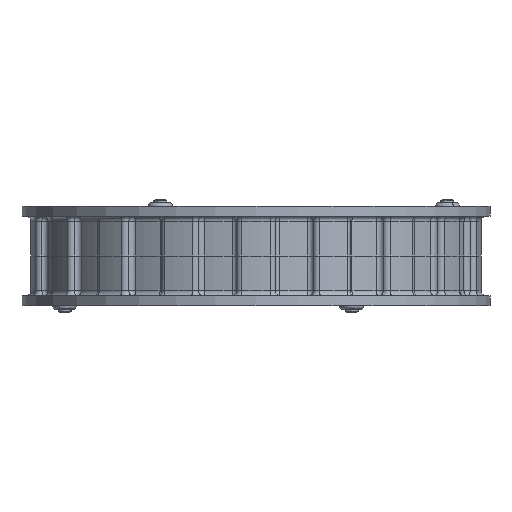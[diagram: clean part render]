
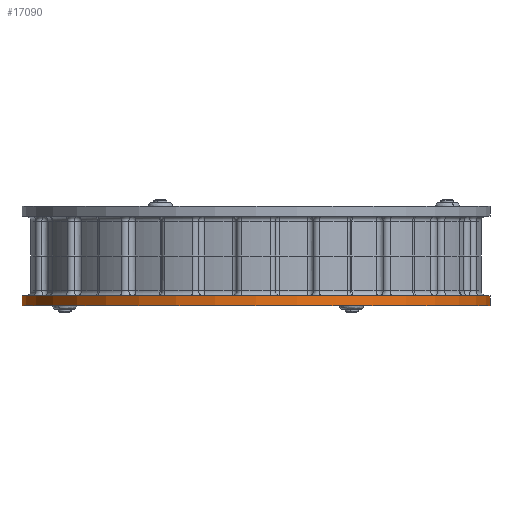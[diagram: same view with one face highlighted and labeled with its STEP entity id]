
A CAD part, front view. The second image highlights one B-rep face of the part: STEP entity #17090.
In plain terms, the highlighted cylindrical face has radius 74.612 mm (diameter 149.225 mm), a partial arc.
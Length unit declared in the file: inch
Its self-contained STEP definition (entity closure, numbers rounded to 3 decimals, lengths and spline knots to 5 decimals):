
#349 = EDGE_CURVE ( 'NONE', #32570, #32581, #6529, .T. ) ;
#350 = EDGE_CURVE ( 'NONE', #32571, #32578, #6531, .T. ) ;
#2684 = AXIS2_PLACEMENT_3D ( 'NONE', #22547, #22548, #22549 ) ;
#2685 = AXIS2_PLACEMENT_3D ( 'NONE', #22552, #22553, #22554 ) ;
#6529 = LINE ( 'NONE', #25157, #6534 ) ;
#6531 = LINE ( 'NONE', #25156, #6538 ) ;
#6534 = VECTOR ( 'NONE', #25152, 39.37008 ) ;
#6538 = VECTOR ( 'NONE', #25161, 39.37008 ) ;
#7277 = EDGE_LOOP ( 'NONE', ( #8778, #8779, #8780, #8781 ) ) ;
#8778 = ORIENTED_EDGE ( 'NONE', *, *, #349, .F. ) ;
#8779 = ORIENTED_EDGE ( 'NONE', *, *, #10437, .F. ) ;
#8780 = ORIENTED_EDGE ( 'NONE', *, *, #350, .T. ) ;
#8781 = ORIENTED_EDGE ( 'NONE', *, *, #10436, .F. ) ;
#10436 = EDGE_CURVE ( 'NONE', #32581, #32578, #25698, .T. ) ;
#10437 = EDGE_CURVE ( 'NONE', #32571, #32570, #25700, .T. ) ;
#17090 = ADVANCED_FACE ( 'NONE', ( #20923 ), #20932, .T. ) ;
#20923 = FACE_OUTER_BOUND ( 'NONE', #7277, .T. ) ;
#20932 = CYLINDRICAL_SURFACE ( 'NONE', #27039, 2.9375 ) ;
#22547 = CARTESIAN_POINT ( 'NONE',  ( 0., 0., -0.5 ) ) ;
#22548 = DIRECTION ( 'NONE',  ( 0., 0., 1. ) ) ;
#22549 = DIRECTION ( 'NONE',  ( -1., 0., 0. ) ) ;
#22552 = CARTESIAN_POINT ( 'NONE',  ( 0., 0., -0.625 ) ) ;
#22553 = DIRECTION ( 'NONE',  ( 0., 0., -1. ) ) ;
#22554 = DIRECTION ( 'NONE',  ( -1., 0., 0. ) ) ;
#25152 = DIRECTION ( 'NONE',  ( 0., 0., 1. ) ) ;
#25156 = CARTESIAN_POINT ( 'NONE',  ( 2.9375, 0., -0.4375 ) ) ;
#25157 = CARTESIAN_POINT ( 'NONE',  ( -2.9375, 0., -0.4375 ) ) ;
#25161 = DIRECTION ( 'NONE',  ( 0., 0., 1. ) ) ;
#25698 = CIRCLE ( 'NONE', #2684, 2.9375 ) ;
#25700 = CIRCLE ( 'NONE', #2685, 2.9375 ) ;
#27039 = AXIS2_PLACEMENT_3D ( 'NONE', #39946, #39944, #39942 ) ;
#29160 = CARTESIAN_POINT ( 'NONE',  ( -2.9375, 0., -0.625 ) ) ;
#29161 = CARTESIAN_POINT ( 'NONE',  ( 2.9375, 0., -0.625 ) ) ;
#29165 = CARTESIAN_POINT ( 'NONE',  ( 2.9375, 0., -0.5 ) ) ;
#29166 = CARTESIAN_POINT ( 'NONE',  ( -2.9375, 0., -0.5 ) ) ;
#32570 = VERTEX_POINT ( 'NONE', #29160 ) ;
#32571 = VERTEX_POINT ( 'NONE', #29161 ) ;
#32578 = VERTEX_POINT ( 'NONE', #29165 ) ;
#32581 = VERTEX_POINT ( 'NONE', #29166 ) ;
#39942 = DIRECTION ( 'NONE',  ( 1., 0., 0. ) ) ;
#39944 = DIRECTION ( 'NONE',  ( 0., 0., 1. ) ) ;
#39946 = CARTESIAN_POINT ( 'NONE',  ( 0., 0., -0.4375 ) ) ;
